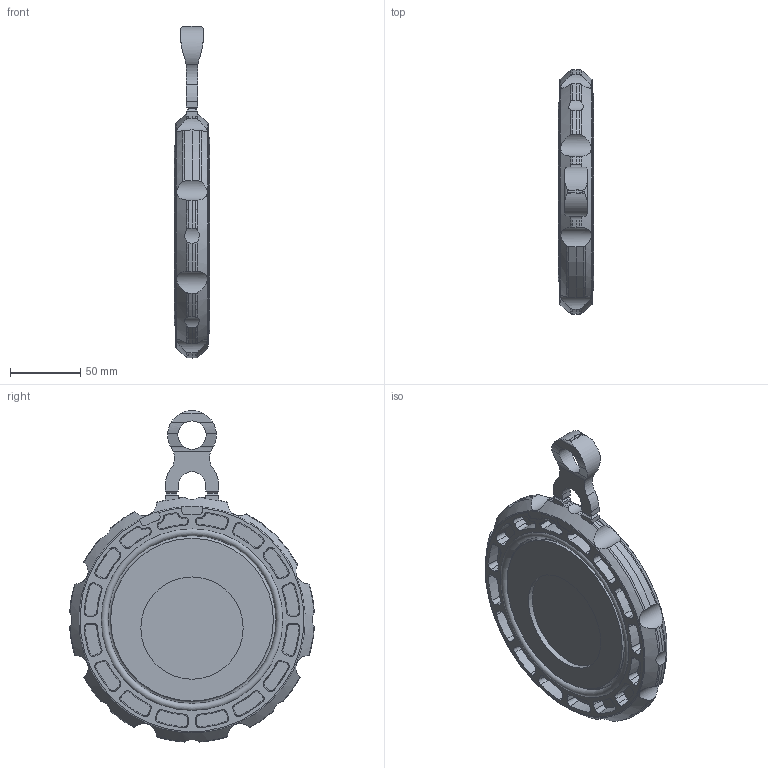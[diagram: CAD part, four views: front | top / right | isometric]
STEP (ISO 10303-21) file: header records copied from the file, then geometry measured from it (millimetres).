
FILE_DESCRIPTION((''),'2;1');
FILE_NAME('PV30091F100.stp','2022-02-18T11:10:28',('RL'),(''),'Autodesk Inventor 2012','Autodesk Inventor 2012','');
FILE_SCHEMA(('AUTOMOTIVE_DESIGN { 1 0 10303 214 1 1 1 1 }'));
Length unit declared in the file: millimetre
Products named in the file (1): PV30091F100
Bounding box: 25.05 x 174.68 x 237.04 mm (x, y, z)
Volume: 411120.3 mm3; surface area: 90440.1 mm2
Topology: 1 solids, 1 shells, 516 faces, 1512 edges, 1017 vertices
Faces by surface type: plane 193, cone 156, cylinder 108, torus 59
Full cylindrical faces by diameter (mm): 1.18 x2, 1.2 x3, 10 x2, 11 x2, 20.2 x1, 73 x1, 116.2 x1, 126.2 x1, 129 x1, 139 x1
Entity records: 19334 total; most frequent: CARTESIAN_POINT 5207, ORIENTED_EDGE 2960, DIRECTION 2782, EDGE_CURVE 1480, AXIS2_PLACEMENT_3D 1077, VERTEX_POINT 1008, VECTOR 628, LINE 628
